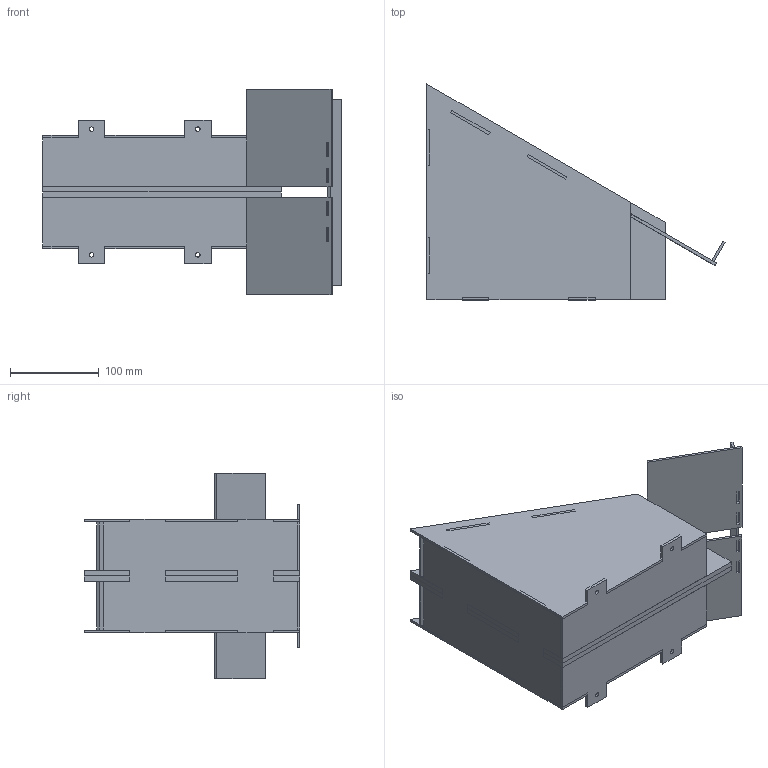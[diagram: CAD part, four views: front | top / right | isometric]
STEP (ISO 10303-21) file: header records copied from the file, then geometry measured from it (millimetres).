
FILE_DESCRIPTION (( 'STEP AP203' ), '1' );
FILE_NAME ('FeederDeArduinos.STEP', '2024-11-25T19:57:10', ( 'Dell' ), ( '' ), 'SwSTEP 2.0', 'SolidWorks 2023', '' );
FILE_SCHEMA (( 'CONFIG_CONTROL_DESIGN' ));
Length unit declared in the file: millimetre
Products named in the file (8): FeederDeArduinos; SoporteGrande v4; Piso v4; Pared v4; SosteeeeeeenLaaaaargo; SoporteChico v4; Resbala v4; Pieza2^SildeFinalArduino
Assembly tree (10 placements, depth 2):
  FeederDeArduinos
    SoporteChico v4  x2
    Resbala v4  x2
    SoporteGrande v4  x2
    Piso v4  x2
    Pared v4
    SosteeeeeeenLaaaaargo
  Pieza2^SildeFinalArduino
Bounding box: 336.63 x 243.62 x 232 mm (x, y, z)
Volume: 1107544.8 mm3; surface area: 597658.6 mm2
Topology: 10 solids, 10 shells, 248 faces, 684 edges, 456 vertices
Faces by surface type: plane 240, cylinder 8
Entity records: 5467 total; most frequent: CARTESIAN_POINT 817, ORIENTED_EDGE 792, DIRECTION 718, EDGE_CURVE 396, LINE 388, VECTOR 388, VERTEX_POINT 264, AXIS2_PLACEMENT_3D 165
